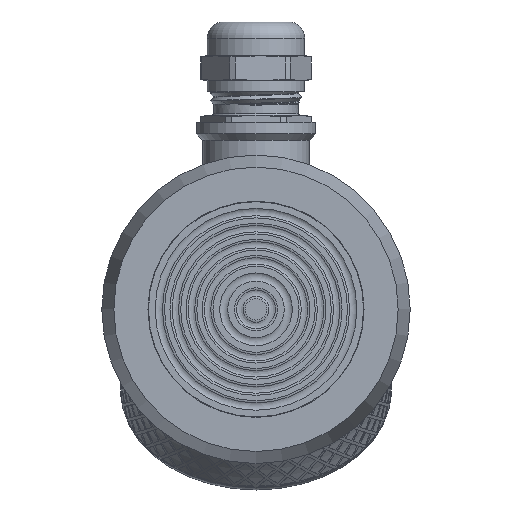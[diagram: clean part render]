
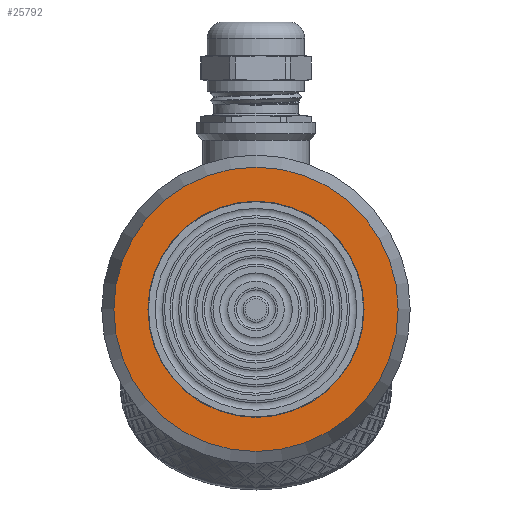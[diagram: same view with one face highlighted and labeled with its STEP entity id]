
A CAD part, left-side view. The second image highlights one B-rep face of the part: STEP entity #25792.
In plain terms, the highlighted planar face has unit normal (-1, 0, 0).
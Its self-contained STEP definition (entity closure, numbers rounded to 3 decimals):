
#201=FACE_BOUND('',#3696,.T.);
#1573=PLANE('',#27692);
#1987=FACE_OUTER_BOUND('',#3695,.T.);
#3695=EDGE_LOOP('',(#17457));
#3696=EDGE_LOOP('',(#17458));
#5640=CIRCLE('',#27683,24.);
#5645=CIRCLE('',#27693,31.571);
#10305=VERTEX_POINT('',#36923);
#10307=VERTEX_POINT('',#36936);
#13117=EDGE_CURVE('',#10305,#10305,#5640,.T.);
#13123=EDGE_CURVE('',#10307,#10307,#5645,.T.);
#17457=ORIENTED_EDGE('',*,*,#13123,.F.);
#17458=ORIENTED_EDGE('',*,*,#13117,.T.);
#25792=ADVANCED_FACE('',(#1987,#201),#1573,.T.);
#27683=AXIS2_PLACEMENT_3D('',#36924,#29189,#29190);
#27692=AXIS2_PLACEMENT_3D('',#36935,#29208,#29209);
#27693=AXIS2_PLACEMENT_3D('',#36937,#29210,#29211);
#29189=DIRECTION('center_axis',(1.,0.,0.));
#29190=DIRECTION('ref_axis',(0.,1.,0.));
#29208=DIRECTION('center_axis',(-1.,0.,0.));
#29209=DIRECTION('ref_axis',(0.,0.,1.));
#29210=DIRECTION('center_axis',(1.,0.,0.));
#29211=DIRECTION('ref_axis',(0.,0.,-1.));
#36923=CARTESIAN_POINT('',(-31.,-24.,0.));
#36924=CARTESIAN_POINT('Origin',(-31.,0.,0.));
#36935=CARTESIAN_POINT('Origin',(-31.,31.571,0.));
#36936=CARTESIAN_POINT('',(-31.,-31.571,0.));
#36937=CARTESIAN_POINT('Origin',(-31.,0.,0.));
